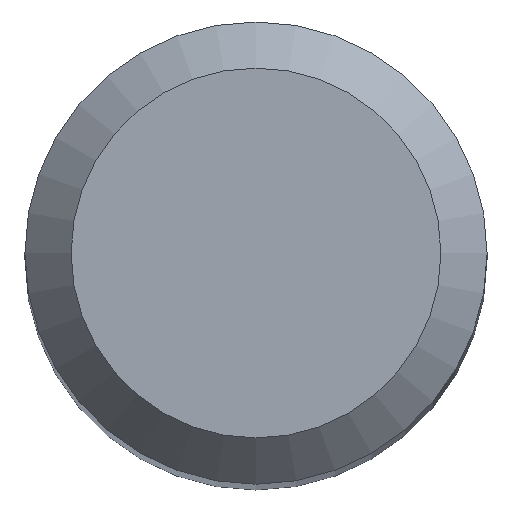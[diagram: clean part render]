
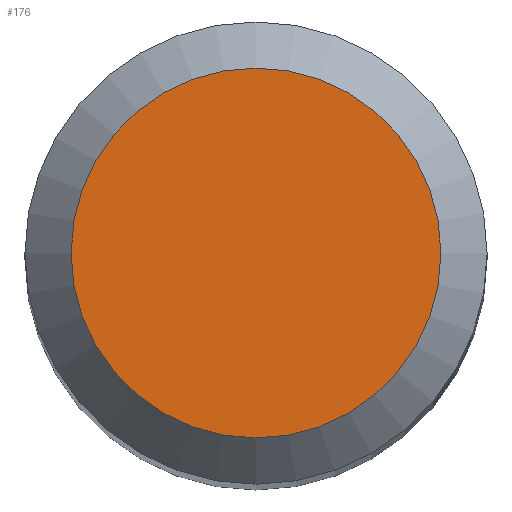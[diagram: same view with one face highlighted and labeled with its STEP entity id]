
A CAD part, top view. The second image highlights one B-rep face of the part: STEP entity #176.
In plain terms, the highlighted planar face has unit normal (0, 0, 1).
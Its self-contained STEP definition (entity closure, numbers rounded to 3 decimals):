
#12 = VERTEX_POINT ( 'NONE', #70 ) ;
#70 = CARTESIAN_POINT ( 'NONE',  ( 0., 1.6, 38. ) ) ;
#73 = AXIS2_PLACEMENT_3D ( 'NONE', #201, #340, #104 ) ;
#104 = DIRECTION ( 'NONE',  ( 0., 1., 0. ) ) ;
#148 = DIRECTION ( 'NONE',  ( 0., 0., -1. ) ) ;
#169 = CIRCLE ( 'NONE', #73, 1.6 ) ;
#176 = ADVANCED_FACE ( 'NONE', ( #228 ), #200, .F. ) ;
#200 = PLANE ( 'NONE',  #210 ) ;
#201 = CARTESIAN_POINT ( 'NONE',  ( 0., 0., 38. ) ) ;
#210 = AXIS2_PLACEMENT_3D ( 'NONE', #308, #148, #253 ) ;
#211 = EDGE_CURVE ( 'NONE', #12, #12, #169, .T. ) ;
#218 = EDGE_LOOP ( 'NONE', ( #330 ) ) ;
#228 = FACE_OUTER_BOUND ( 'NONE', #218, .T. ) ;
#253 = DIRECTION ( 'NONE',  ( 0., 1., 0. ) ) ;
#308 = CARTESIAN_POINT ( 'NONE',  ( 0., 0., 38. ) ) ;
#330 = ORIENTED_EDGE ( 'NONE', *, *, #211, .F. ) ;
#340 = DIRECTION ( 'NONE',  ( 0., 0., -1. ) ) ;
